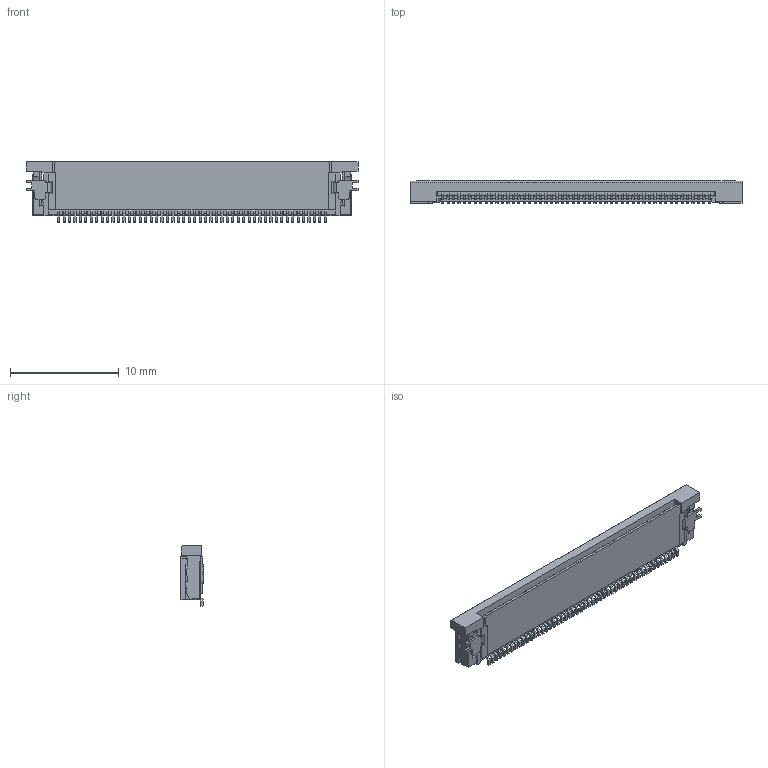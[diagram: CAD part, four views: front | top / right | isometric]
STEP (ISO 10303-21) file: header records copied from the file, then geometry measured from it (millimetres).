
FILE_DESCRIPTION((''),'2;1');
FILE_NAME('541325062','2019-04-29T',('gga'),(''),'PRO/ENGINEER BY PARAMETRIC TECHNOLOGY CORPORATION, 2016010','PRO/ENGINEER BY PARAMETRIC TECHNOLOGY CORPORATION, 2016010','');
FILE_SCHEMA(('CONFIG_CONTROL_DESIGN'));
Products named in the file (1): 541325062
Bounding box: 30.5 x 2.05 x 5.6 mm (x, y, z)
Volume: 220.1 mm3; surface area: 1306 mm2
Topology: 1 solids, 1 shells, 2819 faces, 8275 edges, 5536 vertices
Faces by surface type: plane 2609, cylinder 210
Entity records: 91860 total; most frequent: CARTESIAN_POINT 16431, ORIENTED_EDGE 16126, DIRECTION 14335, EDGE_CURVE 8063, VECTOR 7847, LINE 7847, VERTEX_POINT 5324, AXIS2_PLACEMENT_3D 3244
